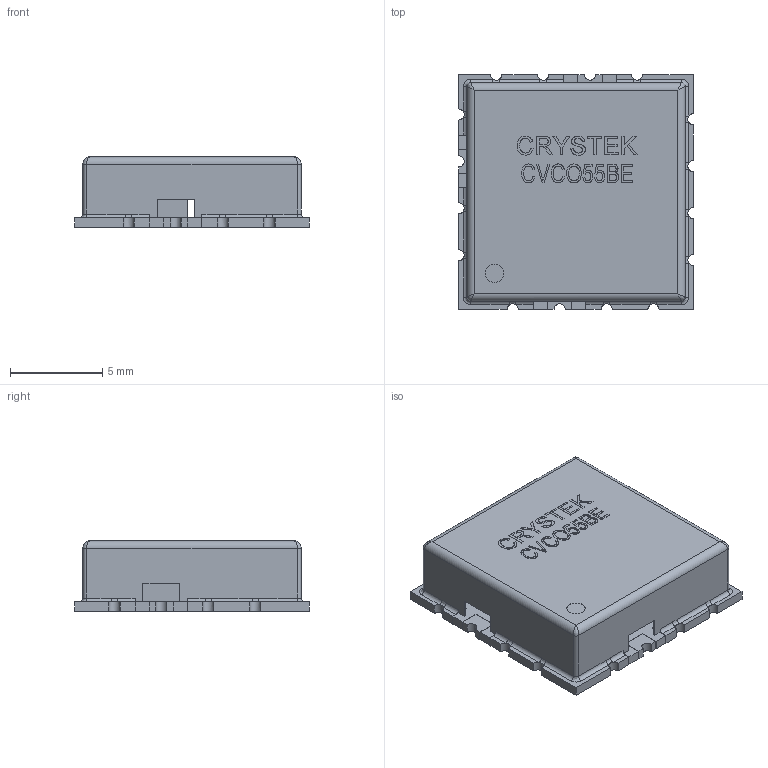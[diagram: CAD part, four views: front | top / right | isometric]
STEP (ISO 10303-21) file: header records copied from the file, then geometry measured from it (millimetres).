
FILE_DESCRIPTION (( 'STEP AP214' ), '1' );
FILE_NAME ('ED2C0ED2-9A84-4EB6-9C93-4994A6C45128.STEP', '2022-12-04T03:15:56', ( '' ), ( '' ), 'SwSTEP 2.0', 'SolidWorks 2022', '' );
FILE_SCHEMA (( 'AUTOMOTIVE_DESIGN' ));
Length unit declared in the file: millimetre
Products named in the file (1): ED2C0ED2-9A84-4EB6-9C93-4994A6C45128
Bounding box: 12.7 x 12.7 x 3.81 mm (x, y, z)
Volume: 132.6 mm3; surface area: 890.5 mm2
Topology: 1 solids, 1 shells, 403 faces, 1107 edges, 718 vertices
Faces by surface type: plane 241, bspline 108, cylinder 54
Entity records: 19189 total; most frequent: CARTESIAN_POINT 8189, ORIENTED_EDGE 2206, DIRECTION 1588, EDGE_CURVE 1103, LINE 778, VECTOR 778, VERTEX_POINT 718, EDGE_LOOP 423
